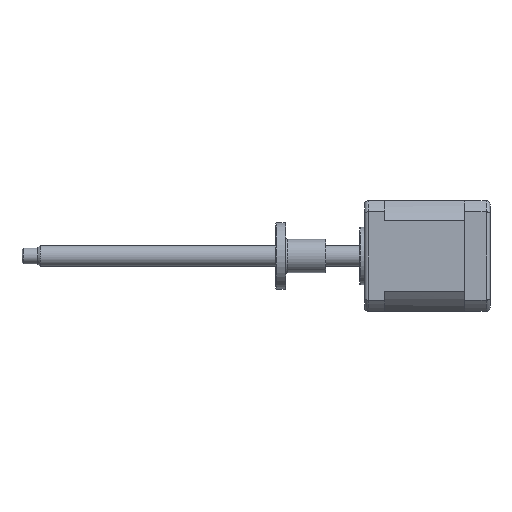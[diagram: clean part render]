
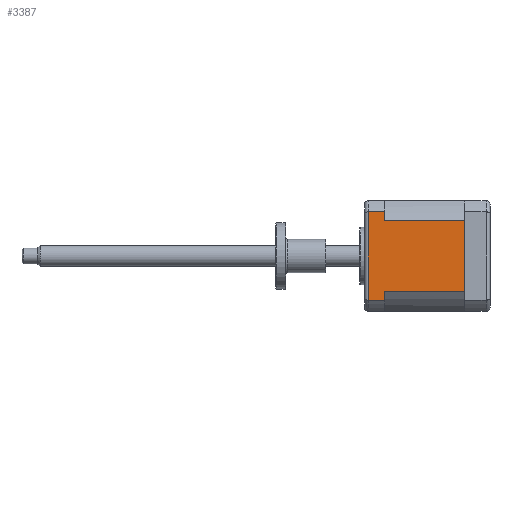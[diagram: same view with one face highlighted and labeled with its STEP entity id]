
A CAD part, left-side view. The second image highlights one B-rep face of the part: STEP entity #3387.
In plain terms, the highlighted planar face has unit normal (-1, 0, 0).
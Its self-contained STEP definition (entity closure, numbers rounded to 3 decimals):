
#119 = VECTOR ( 'NONE', #5077, 1000. ) ;
#598 = ORIENTED_EDGE ( 'NONE', *, *, #4453, .F. ) ;
#751 = ORIENTED_EDGE ( 'NONE', *, *, #6571, .T. ) ;
#915 = ORIENTED_EDGE ( 'NONE', *, *, #5755, .F. ) ;
#1111 = ORIENTED_EDGE ( 'NONE', *, *, #5056, .T. ) ;
#1571 = LINE ( 'NONE', #7323, #3320 ) ;
#1679 = CARTESIAN_POINT ( 'NONE',  ( -38.681, -3.358, 19.756 ) ) ;
#1776 = CARTESIAN_POINT ( 'NONE',  ( -38.681, -3.358, 16.504 ) ) ;
#1819 = DIRECTION ( 'NONE',  ( 1., 0., 0. ) ) ;
#1974 = LINE ( 'NONE', #3591, #9695 ) ;
#2303 = VERTEX_POINT ( 'NONE', #8350 ) ;
#2304 = LINE ( 'NONE', #2666, #119 ) ;
#2420 = VECTOR ( 'NONE', #5449, 1000. ) ;
#2472 = CARTESIAN_POINT ( 'NONE',  ( -38.681, 2.792, 16.504 ) ) ;
#2515 = CARTESIAN_POINT ( 'NONE',  ( -38.681, -34.058, 19.756 ) ) ;
#2525 = EDGE_LOOP ( 'NONE', ( #1111, #751, #4993, #8090, #915, #7920, #598, #5794 ) ) ;
#2666 = CARTESIAN_POINT ( 'NONE',  ( -38.681, -4.958, 16.504 ) ) ;
#2893 = VECTOR ( 'NONE', #9403, 1000. ) ;
#3320 = VECTOR ( 'NONE', #7254, 1000. ) ;
#3374 = LINE ( 'NONE', #8735, #9551 ) ;
#3387 = ADVANCED_FACE ( 'NONE', ( #8277 ), #6575, .F. ) ;
#3591 = CARTESIAN_POINT ( 'NONE',  ( -38.681, -34.058, 19.756 ) ) ;
#3766 = CARTESIAN_POINT ( 'NONE',  ( -38.681, -3.358, 50.196 ) ) ;
#3936 = CARTESIAN_POINT ( 'NONE',  ( -38.681, -3.358, 46.944 ) ) ;
#3938 = VERTEX_POINT ( 'NONE', #7934 ) ;
#4116 = VERTEX_POINT ( 'NONE', #4192 ) ;
#4192 = CARTESIAN_POINT ( 'NONE',  ( -38.681, 2.792, 16.504 ) ) ;
#4453 = EDGE_CURVE ( 'NONE', #9287, #7554, #1974, .T. ) ;
#4520 = LINE ( 'NONE', #5412, #2420 ) ;
#4993 = ORIENTED_EDGE ( 'NONE', *, *, #7294, .T. ) ;
#5056 = EDGE_CURVE ( 'NONE', #6086, #6608, #9343, .T. ) ;
#5077 = DIRECTION ( 'NONE',  ( 0., 1., 0. ) ) ;
#5269 = DIRECTION ( 'NONE',  ( 0., 1., 0. ) ) ;
#5326 = EDGE_CURVE ( 'NONE', #3938, #4116, #8775, .T. ) ;
#5412 = CARTESIAN_POINT ( 'NONE',  ( -38.681, -34.058, 19.756 ) ) ;
#5449 = DIRECTION ( 'NONE',  ( 0., 0., -1. ) ) ;
#5516 = DIRECTION ( 'NONE',  ( 0., 0., 1. ) ) ;
#5570 = CARTESIAN_POINT ( 'NONE',  ( -38.681, -34.058, 19.756 ) ) ;
#5755 = EDGE_CURVE ( 'NONE', #6715, #4116, #2304, .T. ) ;
#5794 = ORIENTED_EDGE ( 'NONE', *, *, #9774, .F. ) ;
#6086 = VERTEX_POINT ( 'NONE', #7281 ) ;
#6571 = EDGE_CURVE ( 'NONE', #6608, #2303, #3374, .T. ) ;
#6575 = PLANE ( 'NONE',  #8727 ) ;
#6608 = VERTEX_POINT ( 'NONE', #3936 ) ;
#6715 = VERTEX_POINT ( 'NONE', #1776 ) ;
#7254 = DIRECTION ( 'NONE',  ( 0., 1., 0. ) ) ;
#7281 = CARTESIAN_POINT ( 'NONE',  ( -38.681, -34.058, 46.944 ) ) ;
#7294 = EDGE_CURVE ( 'NONE', #2303, #3938, #1571, .T. ) ;
#7300 = DIRECTION ( 'NONE',  ( 0., 0., -1. ) ) ;
#7323 = CARTESIAN_POINT ( 'NONE',  ( -38.681, -4.958, 50.196 ) ) ;
#7388 = DIRECTION ( 'NONE',  ( 0., 0., 1. ) ) ;
#7554 = VERTEX_POINT ( 'NONE', #1679 ) ;
#7701 = CARTESIAN_POINT ( 'NONE',  ( -38.681, -34.058, 46.944 ) ) ;
#7920 = ORIENTED_EDGE ( 'NONE', *, *, #9742, .T. ) ;
#7934 = CARTESIAN_POINT ( 'NONE',  ( -38.681, 2.792, 50.196 ) ) ;
#8090 = ORIENTED_EDGE ( 'NONE', *, *, #5326, .T. ) ;
#8277 = FACE_OUTER_BOUND ( 'NONE', #2525, .T. ) ;
#8350 = CARTESIAN_POINT ( 'NONE',  ( -38.681, -3.358, 50.196 ) ) ;
#8518 = VECTOR ( 'NONE', #7300, 1000. ) ;
#8727 = AXIS2_PLACEMENT_3D ( 'NONE', #2515, #1819, #7388 ) ;
#8735 = CARTESIAN_POINT ( 'NONE',  ( -38.681, -3.358, 50.196 ) ) ;
#8775 = LINE ( 'NONE', #2472, #8518 ) ;
#9102 = LINE ( 'NONE', #3766, #2893 ) ;
#9122 = VECTOR ( 'NONE', #5269, 1000. ) ;
#9287 = VERTEX_POINT ( 'NONE', #5570 ) ;
#9343 = LINE ( 'NONE', #7701, #9122 ) ;
#9403 = DIRECTION ( 'NONE',  ( 0., 0., 1. ) ) ;
#9551 = VECTOR ( 'NONE', #5516, 1000. ) ;
#9695 = VECTOR ( 'NONE', #10045, 1000. ) ;
#9742 = EDGE_CURVE ( 'NONE', #6715, #7554, #9102, .T. ) ;
#9774 = EDGE_CURVE ( 'NONE', #6086, #9287, #4520, .T. ) ;
#10045 = DIRECTION ( 'NONE',  ( 0., 1., 0. ) ) ;
